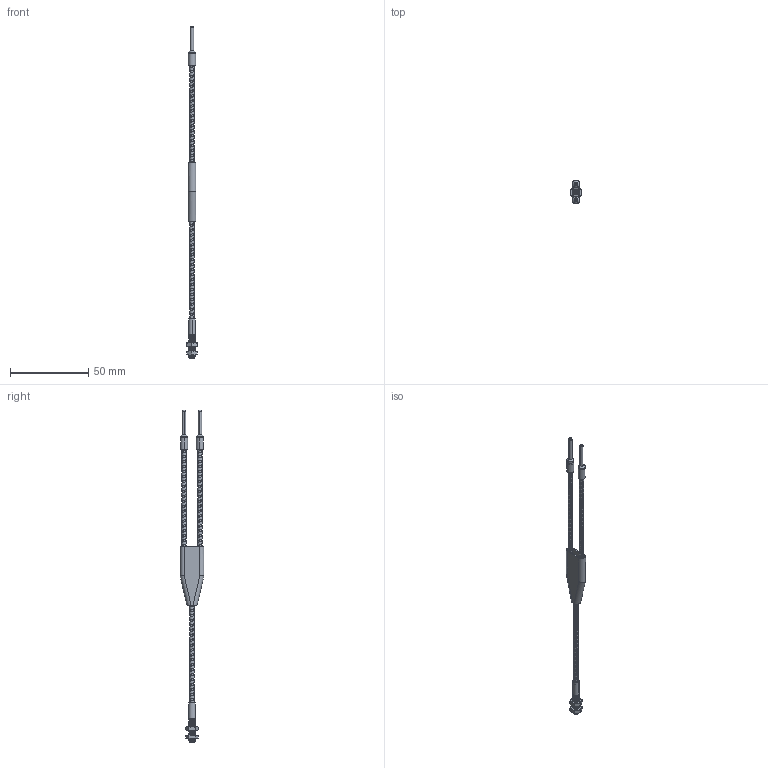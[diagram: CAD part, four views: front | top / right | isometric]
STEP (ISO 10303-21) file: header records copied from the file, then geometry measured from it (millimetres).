
FILE_DESCRIPTION((''),'2;1');
FILE_NAME('193330_ASM','2019-06-14T10:23:58',('pdmadmin'),('BANNER ENGINEERING'),'CREO PARAMETRIC BY PTC INC, 2018300','CREO PARAMETRIC BY PTC INC, 2018300','');
FILE_SCHEMA(('CONFIG_CONTROL_DESIGN'));
Length unit declared in the file: inch
Products named in the file (7): SHRINK_TUBE_3X-12_X_1-5; SS_TUBING_STW_-120; GFF_15_M4_10_X_4-20DIA_COLLAR; 08397_M4_X_0_7_HEX_JAM_NUT_NI; TERMINUS_-086X1-0X4-6; 64397_ASM; 193330_ASM
Assembly tree (10 placements, depth 3):
  193330_ASM
    64397_ASM
      SHRINK_TUBE_3X-12_X_1-5
      SS_TUBING_STW_-120  x3
      GFF_15_M4_10_X_4-20DIA_COLLAR
      08397_M4_X_0_7_HEX_JAM_NUT_NI  x2
      TERMINUS_-086X1-0X4-6  x2
Bounding box: 7 x 15.24 x 212.81 mm (x, y, z)
Volume: 2359.7 mm3; surface area: 9047.6 mm2
Topology: 9 solids, 9 shells, 449 faces, 995 edges, 562 vertices
Faces by surface type: bspline 228, cylinder 96, cone 79, plane 46
Entity records: 25557 total; most frequent: CARTESIAN_POINT 20666, ORIENTED_EDGE 1082, DIRECTION 780, EDGE_CURVE 541, VERTEX_POINT 318, AXIS2_PLACEMENT_3D 269, EDGE_LOOP 243, VECTOR 242
